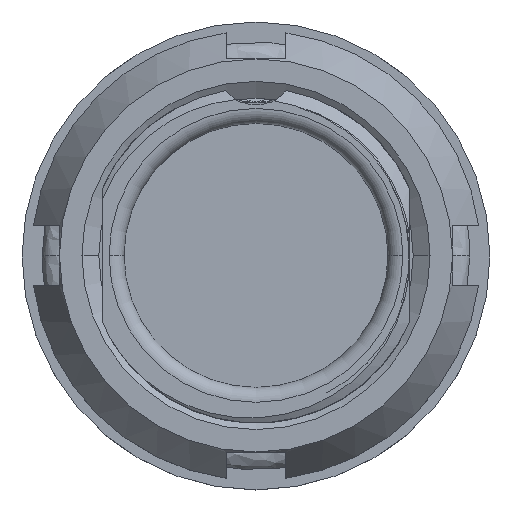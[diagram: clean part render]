
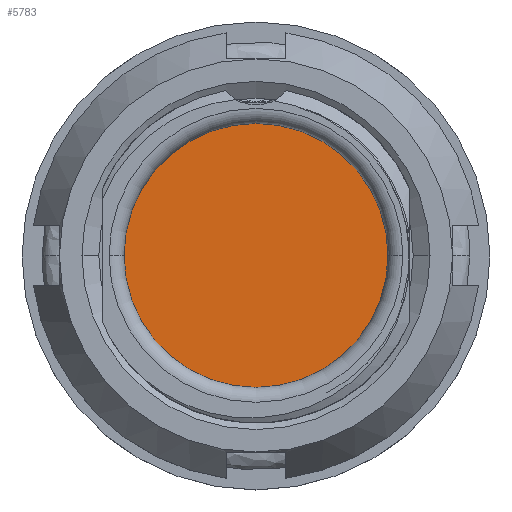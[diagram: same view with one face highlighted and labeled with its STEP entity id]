
A CAD part, top view. The second image highlights one B-rep face of the part: STEP entity #5783.
In plain terms, the highlighted face is planar.
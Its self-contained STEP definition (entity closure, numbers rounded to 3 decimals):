
#746 = DIRECTION ( 'NONE',  ( 1., 0., 0. ) ) ;
#874 = DIRECTION ( 'NONE',  ( 1., 0., 0. ) ) ;
#1120 = CARTESIAN_POINT ( 'NONE',  ( 0., 0., 0.4 ) ) ;
#1507 = AXIS2_PLACEMENT_3D ( 'NONE', #16332, #9851, #746 ) ;
#3030 = ORIENTED_EDGE ( 'NONE', *, *, #9208, .F. ) ;
#4627 = CARTESIAN_POINT ( 'NONE',  ( 0., 0., 0.4 ) ) ;
#5783 = ADVANCED_FACE ( 'NONE', ( #9532 ), #5921, .F. ) ;
#5921 = PLANE ( 'NONE',  #1507 ) ;
#7876 = CARTESIAN_POINT ( 'NONE',  ( -3.525, 0., 0.4 ) ) ;
#7902 = CIRCLE ( 'NONE', #9205, 3.525 ) ;
#8246 = AXIS2_PLACEMENT_3D ( 'NONE', #1120, #8765, #13849 ) ;
#8379 = VERTEX_POINT ( 'NONE', #12786 ) ;
#8528 = ORIENTED_EDGE ( 'NONE', *, *, #8644, .F. ) ;
#8644 = EDGE_CURVE ( 'NONE', #8379, #13198, #9549, .T. ) ;
#8765 = DIRECTION ( 'NONE',  ( 0., 0., 1. ) ) ;
#9205 = AXIS2_PLACEMENT_3D ( 'NONE', #4627, #9981, #874 ) ;
#9208 = EDGE_CURVE ( 'NONE', #13198, #8379, #7902, .T. ) ;
#9532 = FACE_OUTER_BOUND ( 'NONE', #11553, .T. ) ;
#9549 = CIRCLE ( 'NONE', #8246, 3.525 ) ;
#9851 = DIRECTION ( 'NONE',  ( 0., 0., 1. ) ) ;
#9981 = DIRECTION ( 'NONE',  ( 0., 0., 1. ) ) ;
#11553 = EDGE_LOOP ( 'NONE', ( #8528, #3030 ) ) ;
#12786 = CARTESIAN_POINT ( 'NONE',  ( 3.525, 0., 0.4 ) ) ;
#13198 = VERTEX_POINT ( 'NONE', #7876 ) ;
#13849 = DIRECTION ( 'NONE',  ( 1., 0., 0. ) ) ;
#16332 = CARTESIAN_POINT ( 'NONE',  ( -3.567, -3.567, 0.4 ) ) ;
